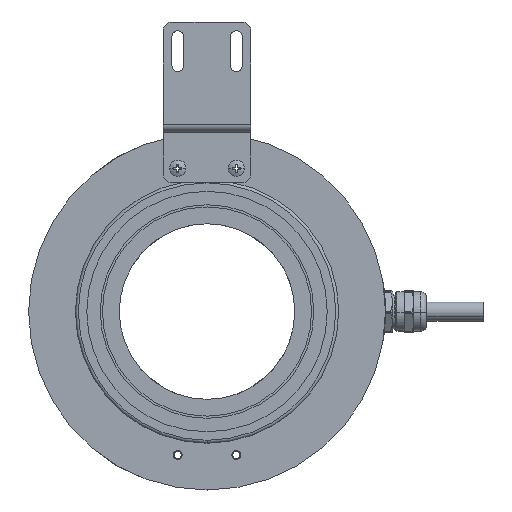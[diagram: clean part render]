
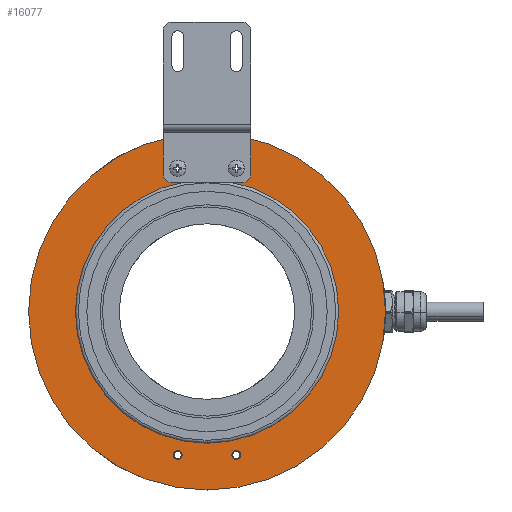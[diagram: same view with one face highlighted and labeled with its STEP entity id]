
A CAD part, left-side view. The second image highlights one B-rep face of the part: STEP entity #16077.
In plain terms, the highlighted planar face has unit normal (-1, 0, 0).
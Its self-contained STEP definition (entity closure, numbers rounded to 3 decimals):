
#219 = FACE_OUTER_BOUND ( 'NONE', #705, .T. ) ;
#425 = DIRECTION ( 'NONE',  ( -1., 0., 0. ) ) ;
#493 = VERTEX_POINT ( 'NONE', #6023 ) ;
#543 = CIRCLE ( 'NONE', #8208, 1.525 ) ;
#651 = AXIS2_PLACEMENT_3D ( 'NONE', #3824, #12300, #13999 ) ;
#705 = EDGE_LOOP ( 'NONE', ( #18864, #6406 ) ) ;
#787 = ORIENTED_EDGE ( 'NONE', *, *, #920, .F. ) ;
#837 = CIRCLE ( 'NONE', #21654, 1.525 ) ;
#920 = EDGE_CURVE ( 'NONE', #21572, #1896, #21184, .T. ) ;
#1303 = DIRECTION ( 'NONE',  ( -1., 0., 0. ) ) ;
#1367 = ORIENTED_EDGE ( 'NONE', *, *, #2270, .F. ) ;
#1587 = CARTESIAN_POINT ( 'NONE',  ( -36.191, -7.574, 48.99 ) ) ;
#1637 = CIRCLE ( 'NONE', #18631, 1.525 ) ;
#1896 = VERTEX_POINT ( 'NONE', #11600 ) ;
#1926 = CARTESIAN_POINT ( 'NONE',  ( -36.191, -27.574, -48.99 ) ) ;
#1977 = CARTESIAN_POINT ( 'NONE',  ( -36.191, -17.574, 0. ) ) ;
#2181 = VERTEX_POINT ( 'NONE', #14198 ) ;
#2270 = EDGE_CURVE ( 'NONE', #1896, #21572, #12734, .T. ) ;
#2362 = ORIENTED_EDGE ( 'NONE', *, *, #21600, .F. ) ;
#2597 = FACE_BOUND ( 'NONE', #10824, .T. ) ;
#2760 = CIRCLE ( 'NONE', #12977, 1.525 ) ;
#3121 = VERTEX_POINT ( 'NONE', #9672 ) ;
#3273 = EDGE_CURVE ( 'NONE', #7105, #20095, #1637, .T. ) ;
#3298 = AXIS2_PLACEMENT_3D ( 'NONE', #16359, #16220, #21267 ) ;
#3359 = CARTESIAN_POINT ( 'NONE',  ( -36.191, -17.574, 0. ) ) ;
#3824 = CARTESIAN_POINT ( 'NONE',  ( -36.191, -17.574, 0. ) ) ;
#4006 = DIRECTION ( 'NONE',  ( 0., 0., 1. ) ) ;
#4460 = DIRECTION ( 'NONE',  ( 0., 0., 1. ) ) ;
#4654 = EDGE_CURVE ( 'NONE', #2181, #21265, #5061, .T. ) ;
#4682 = EDGE_CURVE ( 'NONE', #3121, #493, #20036, .T. ) ;
#4720 = CARTESIAN_POINT ( 'NONE',  ( -36.191, -27.574, 48.99 ) ) ;
#5061 = CIRCLE ( 'NONE', #18955, 1.525 ) ;
#5442 = FACE_BOUND ( 'NONE', #8844, .T. ) ;
#5928 = DIRECTION ( 'NONE',  ( -1., 0., 0. ) ) ;
#5929 = CARTESIAN_POINT ( 'NONE',  ( -36.191, -27.574, -48.99 ) ) ;
#6023 = CARTESIAN_POINT ( 'NONE',  ( -36.191, -17.574, -61. ) ) ;
#6064 = DIRECTION ( 'NONE',  ( -1., 0., 0. ) ) ;
#6310 = AXIS2_PLACEMENT_3D ( 'NONE', #1977, #425, #13779 ) ;
#6406 = ORIENTED_EDGE ( 'NONE', *, *, #8814, .T. ) ;
#6407 = DIRECTION ( 'NONE',  ( -1., 0., 0. ) ) ;
#6408 = EDGE_CURVE ( 'NONE', #16840, #20007, #8264, .T. ) ;
#6418 = DIRECTION ( 'NONE',  ( 0., 0., -1. ) ) ;
#6823 = ORIENTED_EDGE ( 'NONE', *, *, #14640, .F. ) ;
#6843 = CARTESIAN_POINT ( 'NONE',  ( -36.191, -27.574, -50.515 ) ) ;
#7105 = VERTEX_POINT ( 'NONE', #9911 ) ;
#7154 = CIRCLE ( 'NONE', #651, 61. ) ;
#7163 = CARTESIAN_POINT ( 'NONE',  ( -36.191, -7.574, -48.99 ) ) ;
#7609 = DIRECTION ( 'NONE',  ( 0., 0., 1. ) ) ;
#7951 = DIRECTION ( 'NONE',  ( 0., 0., 1. ) ) ;
#8187 = CARTESIAN_POINT ( 'NONE',  ( -36.191, -17.574, 45. ) ) ;
#8208 = AXIS2_PLACEMENT_3D ( 'NONE', #16201, #6064, #12708 ) ;
#8264 = CIRCLE ( 'NONE', #12850, 1.525 ) ;
#8724 = EDGE_LOOP ( 'NONE', ( #13396, #15687 ) ) ;
#8814 = EDGE_CURVE ( 'NONE', #493, #3121, #7154, .T. ) ;
#8841 = FACE_BOUND ( 'NONE', #20884, .T. ) ;
#8844 = EDGE_LOOP ( 'NONE', ( #1367, #787 ) ) ;
#9164 = CARTESIAN_POINT ( 'NONE',  ( -36.191, -27.574, 50.515 ) ) ;
#9505 = CARTESIAN_POINT ( 'NONE',  ( -36.191, 43.426, 0. ) ) ;
#9594 = CIRCLE ( 'NONE', #15979, 45. ) ;
#9600 = VERTEX_POINT ( 'NONE', #21158 ) ;
#9621 = ORIENTED_EDGE ( 'NONE', *, *, #4654, .F. ) ;
#9672 = CARTESIAN_POINT ( 'NONE',  ( -36.191, -17.574, 61. ) ) ;
#9878 = CARTESIAN_POINT ( 'NONE',  ( -36.191, -7.574, -50.515 ) ) ;
#9897 = FACE_BOUND ( 'NONE', #16883, .T. ) ;
#9910 = DIRECTION ( 'NONE',  ( 0., 0., 1. ) ) ;
#9911 = CARTESIAN_POINT ( 'NONE',  ( -36.191, -27.574, -47.465 ) ) ;
#10472 = CARTESIAN_POINT ( 'NONE',  ( -36.191, -27.574, 48.99 ) ) ;
#10824 = EDGE_LOOP ( 'NONE', ( #9621, #18998 ) ) ;
#11370 = AXIS2_PLACEMENT_3D ( 'NONE', #19972, #6407, #9910 ) ;
#11537 = EDGE_CURVE ( 'NONE', #20095, #7105, #2760, .T. ) ;
#11600 = CARTESIAN_POINT ( 'NONE',  ( -36.191, -7.574, -47.465 ) ) ;
#12296 = FACE_BOUND ( 'NONE', #8724, .T. ) ;
#12300 = DIRECTION ( 'NONE',  ( -1., 0., 0. ) ) ;
#12411 = DIRECTION ( 'NONE',  ( -1., 0., 0. ) ) ;
#12510 = ORIENTED_EDGE ( 'NONE', *, *, #16519, .F. ) ;
#12708 = DIRECTION ( 'NONE',  ( 0., 0., 1. ) ) ;
#12734 = CIRCLE ( 'NONE', #3298, 1.525 ) ;
#12850 = AXIS2_PLACEMENT_3D ( 'NONE', #10472, #5928, #4460 ) ;
#12977 = AXIS2_PLACEMENT_3D ( 'NONE', #5929, #17714, #7609 ) ;
#13331 = DIRECTION ( 'NONE',  ( 0., 0., 1. ) ) ;
#13396 = ORIENTED_EDGE ( 'NONE', *, *, #3273, .F. ) ;
#13779 = DIRECTION ( 'NONE',  ( 0., 0., 1. ) ) ;
#13999 = DIRECTION ( 'NONE',  ( 0., 0., 1. ) ) ;
#14198 = CARTESIAN_POINT ( 'NONE',  ( -36.191, -7.574, 50.515 ) ) ;
#14530 = CIRCLE ( 'NONE', #6310, 45. ) ;
#14640 = EDGE_CURVE ( 'NONE', #17486, #9600, #14530, .T. ) ;
#14730 = AXIS2_PLACEMENT_3D ( 'NONE', #7163, #12411, #18926 ) ;
#14768 = PLANE ( 'NONE',  #18444 ) ;
#15687 = ORIENTED_EDGE ( 'NONE', *, *, #11537, .F. ) ;
#15836 = ORIENTED_EDGE ( 'NONE', *, *, #6408, .F. ) ;
#15896 = DIRECTION ( 'NONE',  ( -1., 0., 0. ) ) ;
#15979 = AXIS2_PLACEMENT_3D ( 'NONE', #3359, #15896, #4006 ) ;
#16077 = ADVANCED_FACE ( 'NONE', ( #2597, #9897, #5442, #12296, #8841, #219 ), #14768, .F. ) ;
#16201 = CARTESIAN_POINT ( 'NONE',  ( -36.191, -7.574, 48.99 ) ) ;
#16220 = DIRECTION ( 'NONE',  ( -1., 0., 0. ) ) ;
#16359 = CARTESIAN_POINT ( 'NONE',  ( -36.191, -7.574, -48.99 ) ) ;
#16519 = EDGE_CURVE ( 'NONE', #20007, #16840, #837, .T. ) ;
#16840 = VERTEX_POINT ( 'NONE', #9164 ) ;
#16883 = EDGE_LOOP ( 'NONE', ( #15836, #12510 ) ) ;
#17334 = EDGE_CURVE ( 'NONE', #21265, #2181, #543, .T. ) ;
#17486 = VERTEX_POINT ( 'NONE', #8187 ) ;
#17559 = DIRECTION ( 'NONE',  ( 0., 0., 1. ) ) ;
#17714 = DIRECTION ( 'NONE',  ( -1., 0., 0. ) ) ;
#18444 = AXIS2_PLACEMENT_3D ( 'NONE', #9505, #21245, #6418 ) ;
#18631 = AXIS2_PLACEMENT_3D ( 'NONE', #1926, #20236, #17559 ) ;
#18788 = CARTESIAN_POINT ( 'NONE',  ( -36.191, -27.574, 47.465 ) ) ;
#18864 = ORIENTED_EDGE ( 'NONE', *, *, #4682, .T. ) ;
#18926 = DIRECTION ( 'NONE',  ( 0., 0., 1. ) ) ;
#18955 = AXIS2_PLACEMENT_3D ( 'NONE', #1587, #19827, #13331 ) ;
#18998 = ORIENTED_EDGE ( 'NONE', *, *, #17334, .F. ) ;
#19827 = DIRECTION ( 'NONE',  ( -1., 0., 0. ) ) ;
#19972 = CARTESIAN_POINT ( 'NONE',  ( -36.191, -17.574, 0. ) ) ;
#20007 = VERTEX_POINT ( 'NONE', #18788 ) ;
#20036 = CIRCLE ( 'NONE', #11370, 61. ) ;
#20095 = VERTEX_POINT ( 'NONE', #6843 ) ;
#20236 = DIRECTION ( 'NONE',  ( -1., 0., 0. ) ) ;
#20697 = CARTESIAN_POINT ( 'NONE',  ( -36.191, -7.574, 47.465 ) ) ;
#20884 = EDGE_LOOP ( 'NONE', ( #6823, #2362 ) ) ;
#21158 = CARTESIAN_POINT ( 'NONE',  ( -36.191, -17.574, -45. ) ) ;
#21184 = CIRCLE ( 'NONE', #14730, 1.525 ) ;
#21245 = DIRECTION ( 'NONE',  ( 1., 0., 0. ) ) ;
#21265 = VERTEX_POINT ( 'NONE', #20697 ) ;
#21267 = DIRECTION ( 'NONE',  ( 0., 0., 1. ) ) ;
#21572 = VERTEX_POINT ( 'NONE', #9878 ) ;
#21600 = EDGE_CURVE ( 'NONE', #9600, #17486, #9594, .T. ) ;
#21654 = AXIS2_PLACEMENT_3D ( 'NONE', #4720, #1303, #7951 ) ;
